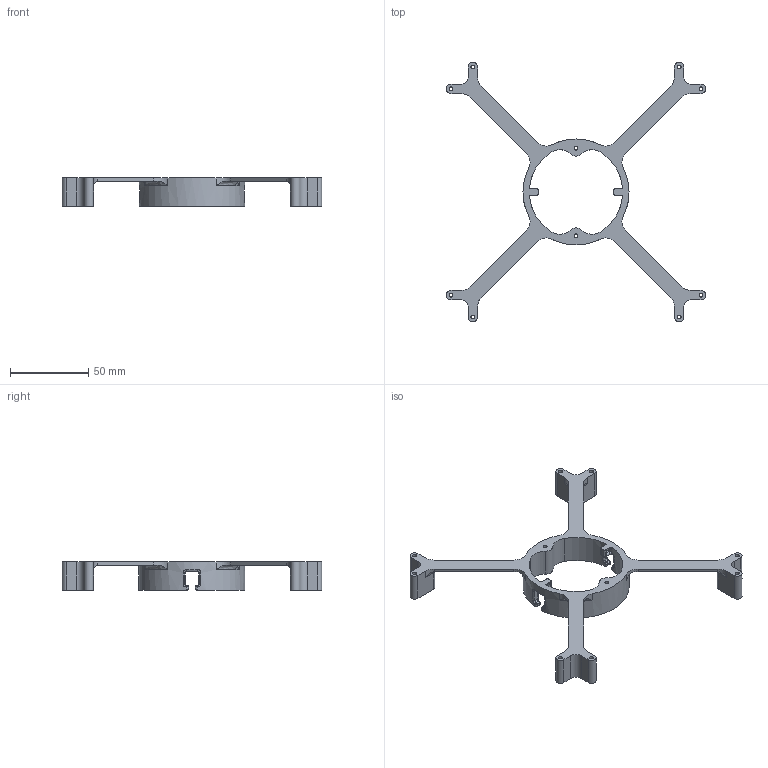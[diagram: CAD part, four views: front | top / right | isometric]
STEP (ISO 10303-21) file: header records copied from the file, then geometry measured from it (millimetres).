
FILE_DESCRIPTION(/* description */ (''),/* implementation_level */ '2;1');
FILE_NAME(/* name */ 'Deckbox_mounting_antennas_level_2.step',/* time_stamp */ '2025-07-25T11:03:13+02:00',/* author */ (''),/* organization */ (''),/* preprocessor_version */ 'ST-DEVELOPER v20.1',/* originating_system */ 'Autodesk Translation Framework v14.10.0.0',/* authorisation */ '');
FILE_SCHEMA (('AUTOMOTIVE_DESIGN { 1 0 10303 214 3 1 1 }'));
Length unit declared in the file: millimetre
Products named in the file (1): Deckbox_mounting_antennas_cables_3_3
Bounding box: 166 x 166 x 18 mm (x, y, z)
Volume: 35514.4 mm3; surface area: 22726.9 mm2
Topology: 1 solids, 1 shells, 232 faces, 617 edges, 382 vertices
Faces by surface type: cylinder 113, plane 61, torus 30, bspline 16, sphere 12
Full cylindrical faces by diameter (mm): 2.5 x10, 67.842 x1
Entity records: 7967 total; most frequent: CARTESIAN_POINT 2068, DIRECTION 1279, ORIENTED_EDGE 1234, EDGE_CURVE 617, AXIS2_PLACEMENT_3D 505, VERTEX_POINT 382, LINE 269, VECTOR 269
